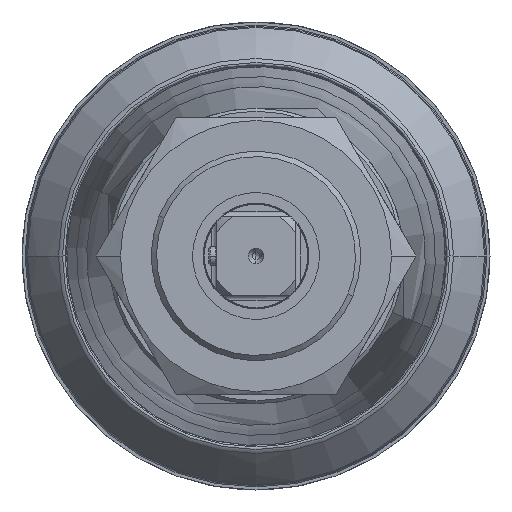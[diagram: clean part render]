
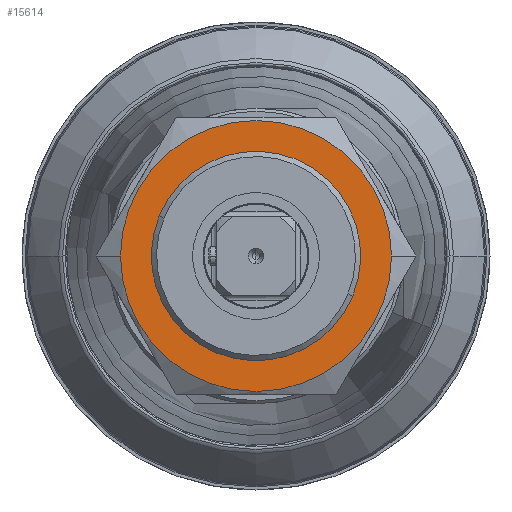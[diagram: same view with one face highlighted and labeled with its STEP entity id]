
A CAD part, left-side view. The second image highlights one B-rep face of the part: STEP entity #15614.
In plain terms, the highlighted planar face has unit normal (-1, 0, 0).
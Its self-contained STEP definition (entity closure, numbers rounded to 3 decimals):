
#2505=CARTESIAN_POINT('',(-156.8,0.,0.));
#2506=DIRECTION('',(1.,0.,0.));
#2507=DIRECTION('',(0.,0.924,0.383));
#2508=AXIS2_PLACEMENT_3D('',#2505,#2506,#2507);
#2515=CARTESIAN_POINT('',(-156.8,0.,0.));
#2516=DIRECTION('',(-1.,0.,0.));
#2517=DIRECTION('',(0.,1.,0.));
#2518=AXIS2_PLACEMENT_3D('',#2515,#2516,#2517);
#2520=CARTESIAN_POINT('',(-156.8,0.,0.));
#2521=DIRECTION('',(-1.,0.,0.));
#2522=DIRECTION('',(0.,-1.,0.));
#2523=AXIS2_PLACEMENT_3D('',#2520,#2521,#2522);
#10471=CARTESIAN_POINT('',(-156.8,0.,0.));
#10472=DIRECTION('',(1.,0.,0.));
#10473=DIRECTION('',(0.,-0.924,-0.383));
#10474=AXIS2_PLACEMENT_3D('',#10471,#10472,#10473);
#11927=CARTESIAN_POINT('',(-156.8,22.,0.));
#11928=CARTESIAN_POINT('',(-156.8,-22.,0.));
#11929=VERTEX_POINT('',#11927);
#11930=VERTEX_POINT('',#11928);
#11941=CARTESIAN_POINT('',(-156.8,15.706,6.506));
#11942=CARTESIAN_POINT('',(-156.8,-15.706,-6.506));
#11943=VERTEX_POINT('',#11941);
#11944=VERTEX_POINT('',#11942);
#15598=CARTESIAN_POINT('',(-156.8,0.,0.));
#15599=DIRECTION('',(-1.,0.,0.));
#15600=DIRECTION('',(0.,0.,1.));
#15601=AXIS2_PLACEMENT_3D('',#15598,#15599,#15600);
#15602=PLANE('',#15601);
#15604=ORIENTED_EDGE('',*,*,#15603,.F.);
#15606=ORIENTED_EDGE('',*,*,#15605,.F.);
#15607=EDGE_LOOP('',(#15604,#15606));
#15608=FACE_OUTER_BOUND('',#15607,.F.);
#15609=ORIENTED_EDGE('',*,*,#15581,.F.);
#15611=ORIENTED_EDGE('',*,*,#15610,.F.);
#15612=EDGE_LOOP('',(#15609,#15611));
#15613=FACE_BOUND('',#15612,.F.);
#2509=CIRCLE('',#2508,17.);
#2519=CIRCLE('',#2518,22.);
#2524=CIRCLE('',#2523,22.);
#10475=CIRCLE('',#10474,17.);
#15581=EDGE_CURVE('',#11943,#11944,#2509,.T.);
#15603=EDGE_CURVE('',#11929,#11930,#2519,.T.);
#15605=EDGE_CURVE('',#11930,#11929,#2524,.T.);
#15610=EDGE_CURVE('',#11944,#11943,#10475,.T.);
#15614=ADVANCED_FACE('',(#15608,#15613),#15602,.T.);
